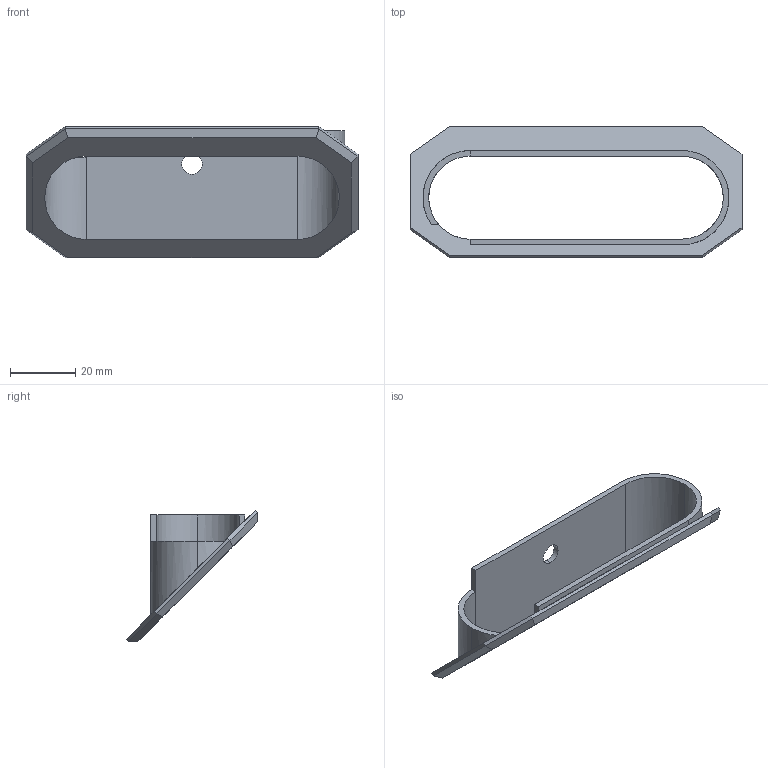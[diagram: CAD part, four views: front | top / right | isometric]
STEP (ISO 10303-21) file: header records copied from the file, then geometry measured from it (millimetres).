
FILE_DESCRIPTION (( 'STEP AP214' ), '1' );
FILE_NAME ('IntelSup - Copy.STEP', '2019-10-07T19:07:01', ( '' ), ( '' ), 'SwSTEP 2.0', 'SolidWorks 2019', '' );
FILE_SCHEMA (( 'AUTOMOTIVE_DESIGN' ));
Length unit declared in the file: millimetre
Products named in the file (1): IntelSup - Copy
Bounding box: 102 x 40.29 x 40.32 mm (x, y, z)
Volume: 12062.8 mm3; surface area: 12387.6 mm2
Topology: 1 solids, 1 shells, 34 faces, 85 edges, 53 vertices
Faces by surface type: plane 26, cylinder 8
Entity records: 1033 total; most frequent: CARTESIAN_POINT 194, ORIENTED_EDGE 170, DIRECTION 158, EDGE_CURVE 85, VECTOR 68, LINE 68, VERTEX_POINT 53, AXIS2_PLACEMENT_3D 45
